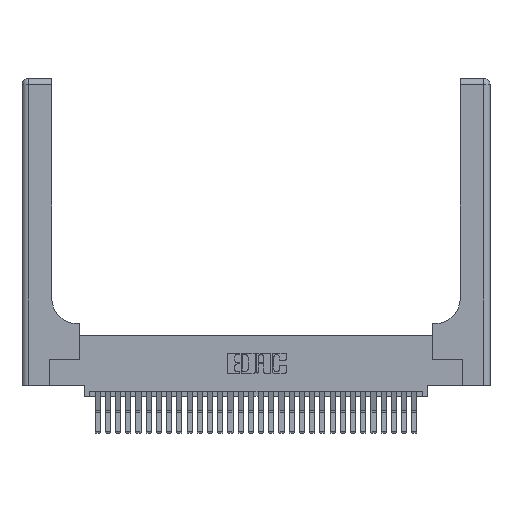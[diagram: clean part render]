
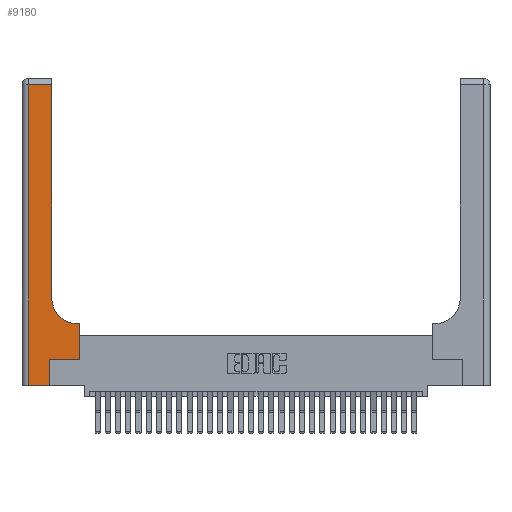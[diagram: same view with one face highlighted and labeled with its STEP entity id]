
A CAD part, top view. The second image highlights one B-rep face of the part: STEP entity #9180.
In plain terms, the highlighted planar face has unit normal (0, 0, 1).
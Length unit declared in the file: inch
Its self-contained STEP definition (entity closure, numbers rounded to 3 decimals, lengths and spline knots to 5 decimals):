
#431 = EDGE_CURVE ( 'NONE', #22960, #1045, #23363, .T. ) ;
#1045 = VERTEX_POINT ( 'NONE', #18555 ) ;
#1477 = VECTOR ( 'NONE', #24481, 39.37008 ) ;
#2038 = VECTOR ( 'NONE', #17336, 39.37008 ) ;
#2688 = CIRCLE ( 'NONE', #4204, 0.25 ) ;
#2924 = FACE_OUTER_BOUND ( 'NONE', #4051, .T. ) ;
#2966 = DIRECTION ( 'NONE',  ( -1., 0., 0. ) ) ;
#3278 = LINE ( 'NONE', #12027, #15638 ) ;
#3311 = VECTOR ( 'NONE', #2966, 39.37008 ) ;
#3400 = VERTEX_POINT ( 'NONE', #8266 ) ;
#3444 = ORIENTED_EDGE ( 'NONE', *, *, #30063, .T. ) ;
#3680 = CARTESIAN_POINT ( 'NONE',  ( 0.269, 0., 0.37 ) ) ;
#4051 = EDGE_LOOP ( 'NONE', ( #9982, #4199, #24533, #18839, #15386, #9274, #3444, #23834, #11584 ) ) ;
#4199 = ORIENTED_EDGE ( 'NONE', *, *, #6915, .T. ) ;
#4204 = AXIS2_PLACEMENT_3D ( 'NONE', #21785, #7096, #24230 ) ;
#4339 = AXIS2_PLACEMENT_3D ( 'NONE', #6482, #8959, #26051 ) ;
#5109 = CARTESIAN_POINT ( 'NONE',  ( 0.2915, 2.94, 0.37 ) ) ;
#5297 = VECTOR ( 'NONE', #30536, 39.37008 ) ;
#5855 = EDGE_CURVE ( 'NONE', #3400, #26732, #2688, .T. ) ;
#6389 = DIRECTION ( 'NONE',  ( -1., 0., 0. ) ) ;
#6482 = CARTESIAN_POINT ( 'NONE',  ( 0., 3., 0.37 ) ) ;
#6595 = CARTESIAN_POINT ( 'NONE',  ( 0.5585, 0.6, 0.37 ) ) ;
#6915 = EDGE_CURVE ( 'NONE', #9962, #16169, #13929, .T. ) ;
#7096 = DIRECTION ( 'NONE',  ( 0., 0., -1. ) ) ;
#7892 = LINE ( 'NONE', #29476, #2038 ) ;
#8266 = CARTESIAN_POINT ( 'NONE',  ( 0.5415, 0.6, 0.37 ) ) ;
#8874 = CARTESIAN_POINT ( 'NONE',  ( 0., 2.94, 0.37 ) ) ;
#8959 = DIRECTION ( 'NONE',  ( 0., 0., -1. ) ) ;
#9180 = ADVANCED_FACE ( 'NONE', ( #2924 ), #21195, .F. ) ;
#9274 = ORIENTED_EDGE ( 'NONE', *, *, #10575, .T. ) ;
#9593 = EDGE_CURVE ( 'NONE', #24862, #22960, #24068, .T. ) ;
#9859 = EDGE_CURVE ( 'NONE', #26732, #9962, #3278, .T. ) ;
#9962 = VERTEX_POINT ( 'NONE', #5109 ) ;
#9982 = ORIENTED_EDGE ( 'NONE', *, *, #9859, .T. ) ;
#10575 = EDGE_CURVE ( 'NONE', #1045, #10767, #7892, .T. ) ;
#10767 = VERTEX_POINT ( 'NONE', #17992 ) ;
#11238 = CARTESIAN_POINT ( 'NONE',  ( 0.06, 3., 0.37 ) ) ;
#11511 = CARTESIAN_POINT ( 'NONE',  ( 0.269, 0., 0.37 ) ) ;
#11584 = ORIENTED_EDGE ( 'NONE', *, *, #5855, .T. ) ;
#12027 = CARTESIAN_POINT ( 'NONE',  ( 0.2915, 3., 0.37 ) ) ;
#12511 = VERTEX_POINT ( 'NONE', #6595 ) ;
#12618 = LINE ( 'NONE', #11238, #5297 ) ;
#12726 = EDGE_CURVE ( 'NONE', #12511, #3400, #21424, .T. ) ;
#13233 = CARTESIAN_POINT ( 'NONE',  ( 0., 0., 0.37 ) ) ;
#13796 = CARTESIAN_POINT ( 'NONE',  ( 0.06, 2.94, 0.37 ) ) ;
#13929 = LINE ( 'NONE', #8874, #19653 ) ;
#14513 = DIRECTION ( 'NONE',  ( 0., 1., 0. ) ) ;
#14655 = LINE ( 'NONE', #19582, #1477 ) ;
#15052 = CARTESIAN_POINT ( 'NONE',  ( 0.2915, 0.85, 0.37 ) ) ;
#15386 = ORIENTED_EDGE ( 'NONE', *, *, #431, .T. ) ;
#15638 = VECTOR ( 'NONE', #14513, 39.37008 ) ;
#16169 = VERTEX_POINT ( 'NONE', #13796 ) ;
#17336 = DIRECTION ( 'NONE',  ( 1., 0., 0. ) ) ;
#17607 = VECTOR ( 'NONE', #28584, 39.37008 ) ;
#17734 = CARTESIAN_POINT ( 'NONE',  ( 0.2915, 0.6, 0.37 ) ) ;
#17992 = CARTESIAN_POINT ( 'NONE',  ( 0.5585, 0.25, 0.37 ) ) ;
#18555 = CARTESIAN_POINT ( 'NONE',  ( 0.269, 0.25, 0.37 ) ) ;
#18839 = ORIENTED_EDGE ( 'NONE', *, *, #9593, .T. ) ;
#19582 = CARTESIAN_POINT ( 'NONE',  ( 0.5585, 0.25, 0.37 ) ) ;
#19653 = VECTOR ( 'NONE', #6389, 39.37008 ) ;
#20918 = CARTESIAN_POINT ( 'NONE',  ( 0.06, 0., 0.37 ) ) ;
#21195 = PLANE ( 'NONE',  #4339 ) ;
#21424 = LINE ( 'NONE', #17734, #3311 ) ;
#21785 = CARTESIAN_POINT ( 'NONE',  ( 0.5415, 0.85, 0.37 ) ) ;
#22960 = VERTEX_POINT ( 'NONE', #3680 ) ;
#23363 = LINE ( 'NONE', #11511, #17607 ) ;
#23834 = ORIENTED_EDGE ( 'NONE', *, *, #12726, .T. ) ;
#24068 = LINE ( 'NONE', #13233, #29746 ) ;
#24230 = DIRECTION ( 'NONE',  ( 1., 0., 0. ) ) ;
#24481 = DIRECTION ( 'NONE',  ( 0., 1., 0. ) ) ;
#24533 = ORIENTED_EDGE ( 'NONE', *, *, #25549, .T. ) ;
#24862 = VERTEX_POINT ( 'NONE', #20918 ) ;
#25549 = EDGE_CURVE ( 'NONE', #16169, #24862, #12618, .T. ) ;
#26051 = DIRECTION ( 'NONE',  ( -1., 0., 0. ) ) ;
#26732 = VERTEX_POINT ( 'NONE', #15052 ) ;
#27839 = DIRECTION ( 'NONE',  ( 1., 0., 0. ) ) ;
#28584 = DIRECTION ( 'NONE',  ( 0., 1., 0. ) ) ;
#29476 = CARTESIAN_POINT ( 'NONE',  ( 0.269, 0.25, 0.37 ) ) ;
#29746 = VECTOR ( 'NONE', #27839, 39.37008 ) ;
#30063 = EDGE_CURVE ( 'NONE', #10767, #12511, #14655, .T. ) ;
#30536 = DIRECTION ( 'NONE',  ( 0., -1., 0. ) ) ;
